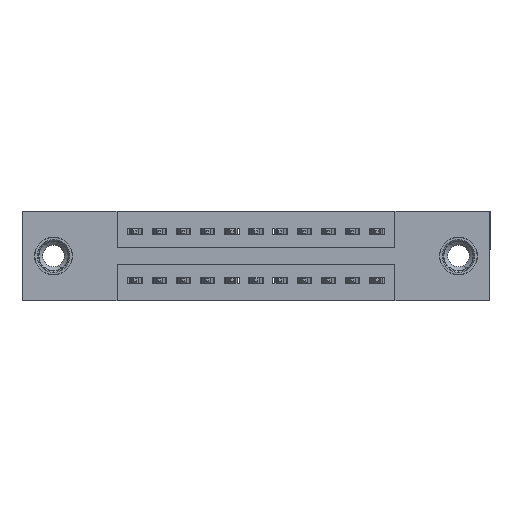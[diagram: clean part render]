
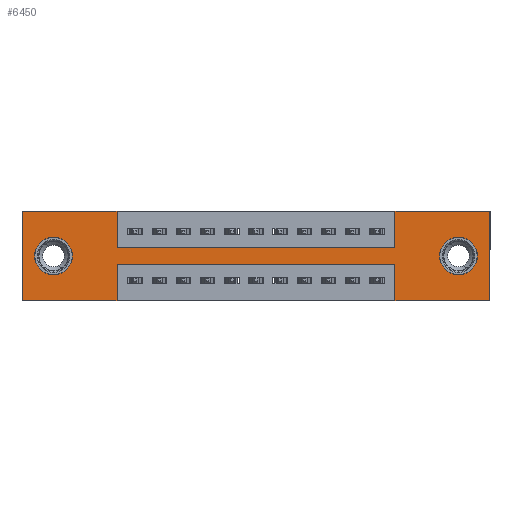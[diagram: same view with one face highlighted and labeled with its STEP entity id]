
A CAD part, front view. The second image highlights one B-rep face of the part: STEP entity #6450.
In plain terms, the highlighted planar face has unit normal (0, -1, 0).
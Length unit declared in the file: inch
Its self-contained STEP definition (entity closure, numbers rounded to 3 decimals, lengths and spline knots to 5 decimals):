
#220 = CARTESIAN_POINT ( 'NONE',  ( 1.5425, 0., -0.37 ) ) ;
#254 = LINE ( 'NONE', #13095, #17423 ) ;
#316 = EDGE_LOOP ( 'NONE', ( #1310, #3922, #16633, #12017, #1561, #15440, #9480, #15295, #14875, #9745, #1720, #15141 ) ) ;
#407 = FACE_BOUND ( 'NONE', #4136, .T. ) ;
#445 = EDGE_CURVE ( 'NONE', #17222, #9833, #7959, .T. ) ;
#499 = EDGE_LOOP ( 'NONE', ( #1274, #2236 ) ) ;
#1063 = VERTEX_POINT ( 'NONE', #4862 ) ;
#1274 = ORIENTED_EDGE ( 'NONE', *, *, #17520, .T. ) ;
#1310 = ORIENTED_EDGE ( 'NONE', *, *, #13136, .F. ) ;
#1458 = VERTEX_POINT ( 'NONE', #1968 ) ;
#1561 = ORIENTED_EDGE ( 'NONE', *, *, #17125, .F. ) ;
#1720 = ORIENTED_EDGE ( 'NONE', *, *, #13659, .F. ) ;
#1756 = EDGE_CURVE ( 'NONE', #1458, #8832, #8564, .T. ) ;
#1814 = DIRECTION ( 'NONE',  ( 1., 0., 0. ) ) ;
#1968 = CARTESIAN_POINT ( 'NONE',  ( 0.3925, 0., -0.15 ) ) ;
#2236 = ORIENTED_EDGE ( 'NONE', *, *, #11557, .T. ) ;
#2406 = EDGE_CURVE ( 'NONE', #1063, #9522, #16510, .T. ) ;
#2520 = DIRECTION ( 'NONE',  ( 0., 0., 1. ) ) ;
#2609 = EDGE_CURVE ( 'NONE', #4489, #5413, #3333, .T. ) ;
#2825 = LINE ( 'NONE', #17575, #16649 ) ;
#3156 = DIRECTION ( 'NONE',  ( 0., 0., 1. ) ) ;
#3208 = EDGE_CURVE ( 'NONE', #9833, #1458, #16211, .T. ) ;
#3290 = CARTESIAN_POINT ( 'NONE',  ( 0., 0., -0.37 ) ) ;
#3333 = CIRCLE ( 'NONE', #15159, 0.078 ) ;
#3411 = PLANE ( 'NONE',  #12158 ) ;
#3419 = CARTESIAN_POINT ( 'NONE',  ( 0.3925, 0., -0.37 ) ) ;
#3700 = CIRCLE ( 'NONE', #11373, 0.078 ) ;
#3792 = FACE_BOUND ( 'NONE', #499, .T. ) ;
#3864 = VERTEX_POINT ( 'NONE', #8738 ) ;
#3908 = VECTOR ( 'NONE', #3156, 39.37008 ) ;
#3922 = ORIENTED_EDGE ( 'NONE', *, *, #2406, .F. ) ;
#4079 = CARTESIAN_POINT ( 'NONE',  ( 1.805, 0., -0.185 ) ) ;
#4089 = CARTESIAN_POINT ( 'NONE',  ( 1.5425, 0., -0.37 ) ) ;
#4136 = EDGE_LOOP ( 'NONE', ( #6285, #5939 ) ) ;
#4177 = VERTEX_POINT ( 'NONE', #17588 ) ;
#4489 = VERTEX_POINT ( 'NONE', #7710 ) ;
#4821 = DIRECTION ( 'NONE',  ( 0., -1., 0. ) ) ;
#4862 = CARTESIAN_POINT ( 'NONE',  ( 1.5425, 0., -0.22 ) ) ;
#5119 = VECTOR ( 'NONE', #1814, 39.37008 ) ;
#5263 = CARTESIAN_POINT ( 'NONE',  ( 1.805, 0., -0.185 ) ) ;
#5413 = VERTEX_POINT ( 'NONE', #5619 ) ;
#5482 = DIRECTION ( 'NONE',  ( 0., 0., -1. ) ) ;
#5566 = LINE ( 'NONE', #12628, #10061 ) ;
#5619 = CARTESIAN_POINT ( 'NONE',  ( 0.13, 0., -0.107 ) ) ;
#5652 = VECTOR ( 'NONE', #16703, 39.37008 ) ;
#5676 = VERTEX_POINT ( 'NONE', #12462 ) ;
#5770 = EDGE_CURVE ( 'NONE', #16473, #17277, #5566, .T. ) ;
#5784 = EDGE_CURVE ( 'NONE', #11142, #5676, #9212, .T. ) ;
#5894 = CARTESIAN_POINT ( 'NONE',  ( 0., 0., 0. ) ) ;
#5939 = ORIENTED_EDGE ( 'NONE', *, *, #2609, .T. ) ;
#5942 = DIRECTION ( 'NONE',  ( -1., 0., 0. ) ) ;
#5966 = VECTOR ( 'NONE', #17154, 39.37008 ) ;
#6285 = ORIENTED_EDGE ( 'NONE', *, *, #11829, .T. ) ;
#6450 = ADVANCED_FACE ( 'NONE', ( #3792, #407, #14438 ), #3411, .T. ) ;
#6664 = DIRECTION ( 'NONE',  ( 0., 0., -1. ) ) ;
#6923 = EDGE_CURVE ( 'NONE', #8832, #11142, #7490, .T. ) ;
#7175 = CARTESIAN_POINT ( 'NONE',  ( 1.5425, 0., 0. ) ) ;
#7424 = DIRECTION ( 'NONE',  ( 0., 1., 0. ) ) ;
#7470 = AXIS2_PLACEMENT_3D ( 'NONE', #15252, #7424, #16597 ) ;
#7490 = LINE ( 'NONE', #11259, #17554 ) ;
#7695 = DIRECTION ( 'NONE',  ( 0., 1., 0. ) ) ;
#7710 = CARTESIAN_POINT ( 'NONE',  ( 0.13, 0., -0.263 ) ) ;
#7959 = LINE ( 'NONE', #16965, #11093 ) ;
#8351 = VERTEX_POINT ( 'NONE', #9207 ) ;
#8564 = LINE ( 'NONE', #16586, #11252 ) ;
#8650 = VECTOR ( 'NONE', #16798, 39.37008 ) ;
#8708 = CARTESIAN_POINT ( 'NONE',  ( 0., 0., -0.37 ) ) ;
#8738 = CARTESIAN_POINT ( 'NONE',  ( 1.805, 0., -0.107 ) ) ;
#8832 = VERTEX_POINT ( 'NONE', #13988 ) ;
#8885 = LINE ( 'NONE', #220, #3908 ) ;
#9129 = CARTESIAN_POINT ( 'NONE',  ( 0.13, 0., -0.185 ) ) ;
#9207 = CARTESIAN_POINT ( 'NONE',  ( 1.805, 0., -0.263 ) ) ;
#9212 = LINE ( 'NONE', #10111, #5119 ) ;
#9421 = DIRECTION ( 'NONE',  ( 1., 0., 0. ) ) ;
#9480 = ORIENTED_EDGE ( 'NONE', *, *, #6923, .F. ) ;
#9522 = VERTEX_POINT ( 'NONE', #12850 ) ;
#9745 = ORIENTED_EDGE ( 'NONE', *, *, #445, .F. ) ;
#9833 = VERTEX_POINT ( 'NONE', #12170 ) ;
#10061 = VECTOR ( 'NONE', #5942, 39.37008 ) ;
#10111 = CARTESIAN_POINT ( 'NONE',  ( 0., 0., 0. ) ) ;
#10227 = CARTESIAN_POINT ( 'NONE',  ( 0.3925, 0., 0. ) ) ;
#11093 = VECTOR ( 'NONE', #12755, 39.37008 ) ;
#11142 = VERTEX_POINT ( 'NONE', #7175 ) ;
#11252 = VECTOR ( 'NONE', #9421, 39.37008 ) ;
#11259 = CARTESIAN_POINT ( 'NONE',  ( 1.5425, 0., 0. ) ) ;
#11373 = AXIS2_PLACEMENT_3D ( 'NONE', #4079, #13437, #5482 ) ;
#11446 = DIRECTION ( 'NONE',  ( -1., 0., 0. ) ) ;
#11557 = EDGE_CURVE ( 'NONE', #8351, #3864, #3700, .T. ) ;
#11790 = EDGE_CURVE ( 'NONE', #15687, #1063, #8885, .T. ) ;
#11829 = EDGE_CURVE ( 'NONE', #5413, #4489, #13740, .T. ) ;
#12017 = ORIENTED_EDGE ( 'NONE', *, *, #14363, .F. ) ;
#12158 = AXIS2_PLACEMENT_3D ( 'NONE', #15381, #4821, #14098 ) ;
#12170 = CARTESIAN_POINT ( 'NONE',  ( 0.3925, 0., 0. ) ) ;
#12462 = CARTESIAN_POINT ( 'NONE',  ( 1.935, 0., 0. ) ) ;
#12532 = DIRECTION ( 'NONE',  ( 0., 0., 1. ) ) ;
#12628 = CARTESIAN_POINT ( 'NONE',  ( 0., 0., -0.37 ) ) ;
#12755 = DIRECTION ( 'NONE',  ( 1., 0., 0. ) ) ;
#12850 = CARTESIAN_POINT ( 'NONE',  ( 0.3925, 0., -0.22 ) ) ;
#13095 = CARTESIAN_POINT ( 'NONE',  ( 0., 0., 0. ) ) ;
#13136 = EDGE_CURVE ( 'NONE', #9522, #16473, #15563, .T. ) ;
#13437 = DIRECTION ( 'NONE',  ( 0., 1., 0. ) ) ;
#13659 = EDGE_CURVE ( 'NONE', #17277, #17222, #254, .T. ) ;
#13740 = CIRCLE ( 'NONE', #7470, 0.078 ) ;
#13988 = CARTESIAN_POINT ( 'NONE',  ( 1.5425, 0., -0.15 ) ) ;
#14079 = LINE ( 'NONE', #3290, #14483 ) ;
#14098 = DIRECTION ( 'NONE',  ( 0., 0., -1. ) ) ;
#14327 = AXIS2_PLACEMENT_3D ( 'NONE', #5263, #14525, #6664 ) ;
#14363 = EDGE_CURVE ( 'NONE', #4177, #15687, #14079, .T. ) ;
#14376 = DIRECTION ( 'NONE',  ( 0., 0., 1. ) ) ;
#14438 = FACE_OUTER_BOUND ( 'NONE', #316, .T. ) ;
#14483 = VECTOR ( 'NONE', #11446, 39.37008 ) ;
#14525 = DIRECTION ( 'NONE',  ( 0., 1., 0. ) ) ;
#14753 = CIRCLE ( 'NONE', #14327, 0.078 ) ;
#14875 = ORIENTED_EDGE ( 'NONE', *, *, #3208, .F. ) ;
#14964 = DIRECTION ( 'NONE',  ( 0., 0., -1. ) ) ;
#15141 = ORIENTED_EDGE ( 'NONE', *, *, #5770, .F. ) ;
#15159 = AXIS2_PLACEMENT_3D ( 'NONE', #9129, #7695, #2520 ) ;
#15252 = CARTESIAN_POINT ( 'NONE',  ( 0.13, 0., -0.185 ) ) ;
#15295 = ORIENTED_EDGE ( 'NONE', *, *, #1756, .F. ) ;
#15352 = CARTESIAN_POINT ( 'NONE',  ( 0.3925, 0., -0.22 ) ) ;
#15381 = CARTESIAN_POINT ( 'NONE',  ( 0., 0., -0.37 ) ) ;
#15440 = ORIENTED_EDGE ( 'NONE', *, *, #5784, .F. ) ;
#15563 = LINE ( 'NONE', #3419, #8650 ) ;
#15687 = VERTEX_POINT ( 'NONE', #4089 ) ;
#16211 = LINE ( 'NONE', #10227, #5652 ) ;
#16318 = CARTESIAN_POINT ( 'NONE',  ( 0.3925, 0., -0.37 ) ) ;
#16473 = VERTEX_POINT ( 'NONE', #16318 ) ;
#16510 = LINE ( 'NONE', #15352, #5966 ) ;
#16586 = CARTESIAN_POINT ( 'NONE',  ( 0.3925, 0., -0.15 ) ) ;
#16597 = DIRECTION ( 'NONE',  ( 0., 0., 1. ) ) ;
#16633 = ORIENTED_EDGE ( 'NONE', *, *, #11790, .F. ) ;
#16649 = VECTOR ( 'NONE', #14964, 39.37008 ) ;
#16703 = DIRECTION ( 'NONE',  ( 0., 0., -1. ) ) ;
#16798 = DIRECTION ( 'NONE',  ( 0., 0., -1. ) ) ;
#16965 = CARTESIAN_POINT ( 'NONE',  ( 0., 0., 0. ) ) ;
#17125 = EDGE_CURVE ( 'NONE', #5676, #4177, #2825, .T. ) ;
#17154 = DIRECTION ( 'NONE',  ( -1., 0., 0. ) ) ;
#17222 = VERTEX_POINT ( 'NONE', #5894 ) ;
#17277 = VERTEX_POINT ( 'NONE', #8708 ) ;
#17423 = VECTOR ( 'NONE', #14376, 39.37008 ) ;
#17520 = EDGE_CURVE ( 'NONE', #3864, #8351, #14753, .T. ) ;
#17554 = VECTOR ( 'NONE', #12532, 39.37008 ) ;
#17575 = CARTESIAN_POINT ( 'NONE',  ( 1.935, 0., 0. ) ) ;
#17588 = CARTESIAN_POINT ( 'NONE',  ( 1.935, 0., -0.37 ) ) ;
